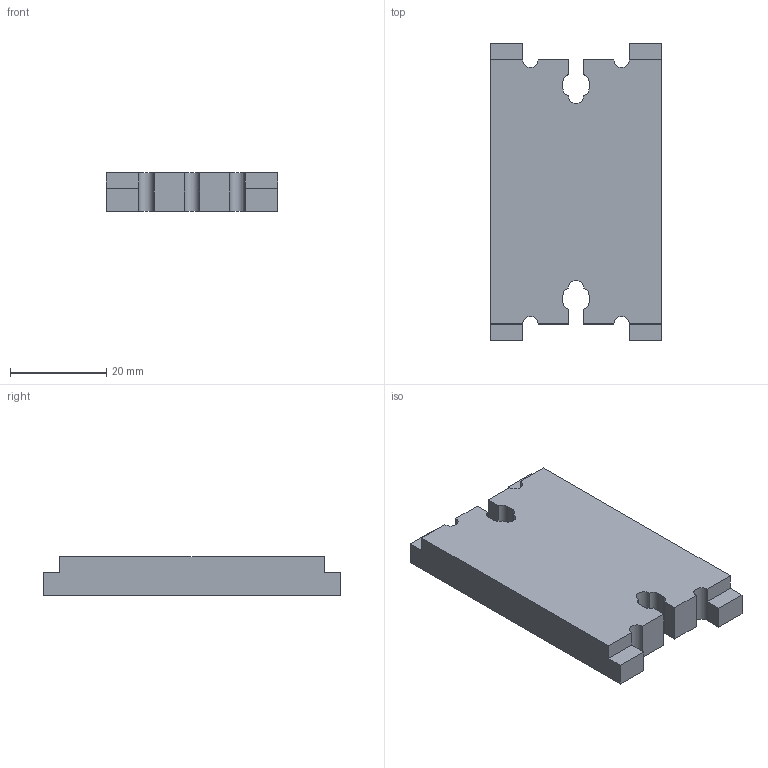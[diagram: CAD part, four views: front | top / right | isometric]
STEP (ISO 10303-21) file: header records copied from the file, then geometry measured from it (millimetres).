
FILE_DESCRIPTION(/* description */ ('Unknown'),/* implementation_level */ '2;1');
FILE_NAME(/* name */ 'Spacer_battery_side_mid_hole_v2.1',/* time_stamp */ '2020-03-20T09:37:23+02:00',/* author */ ('Unknown'),/* organization */ ('Unknown'),/* preprocessor_version */ 'ST-DEVELOPER v16.7',/* originating_system */ 'DEX',/* authorisation */ $);
FILE_SCHEMA (('AUTOMOTIVE_DESIGN {1 0 10303 214 3 1 1}'));
Length unit declared in the file: millimetre
Products named in the file (1): Spacer_battery_side_mid_hole_v2.1
Bounding box: 35.8 x 62 x 8 mm (x, y, z)
Volume: 15501.8 mm3; surface area: 5899.3 mm2
Topology: 1 solids, 1 shells, 46 faces, 128 edges, 84 vertices
Faces by surface type: plane 32, cylinder 14
Entity records: 1500 total; most frequent: CARTESIAN_POINT 259, ORIENTED_EDGE 256, DIRECTION 250, EDGE_CURVE 128, LINE 100, VECTOR 100, VERTEX_POINT 84, AXIS2_PLACEMENT_3D 75
